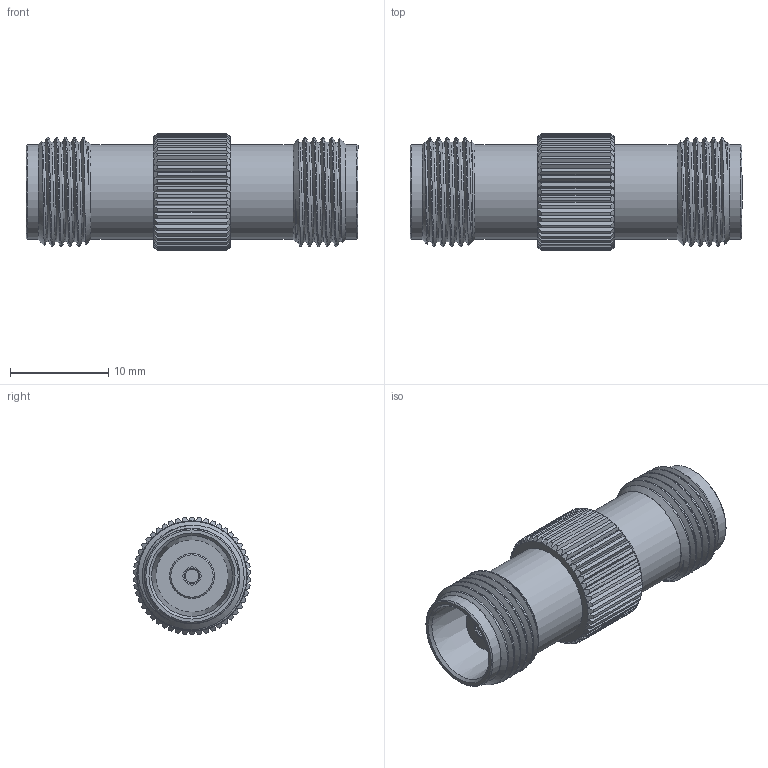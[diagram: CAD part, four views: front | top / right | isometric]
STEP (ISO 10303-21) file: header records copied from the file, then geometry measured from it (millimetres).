
FILE_DESCRIPTION (( 'STEP AP203' ), '1' );
FILE_NAME ('FMAD1279_3D.step', '2021-10-04T16:41:12', ( '' ), ( '' ), 'SwSTEP 2.0', 'SolidWorks 2021', '' );
FILE_SCHEMA (( 'CONFIG_CONTROL_DESIGN' ));
Length unit declared in the file: inch
Products named in the file (1): FMAD1279_3D
Bounding box: 33.8 x 11.99 x 12 mm (x, y, z)
Volume: 2238.6 mm3; surface area: 2273.9 mm2
Topology: 1 solids, 1 shells, 360 faces, 813 edges, 467 vertices
Faces by surface type: plane 162, cone 122, cylinder 70, bspline 6
Full cylindrical faces by diameter (mm): 1.346 x2, 1.854 x2, 4.572 x2, 9.652 x4
Entity records: 13411 total; most frequent: CARTESIAN_POINT 5955, ORIENTED_EDGE 1544, DIRECTION 1500, EDGE_CURVE 772, AXIS2_PLACEMENT_3D 635, VERTEX_POINT 450, EDGE_LOOP 392, FACE_OUTER_BOUND 368
